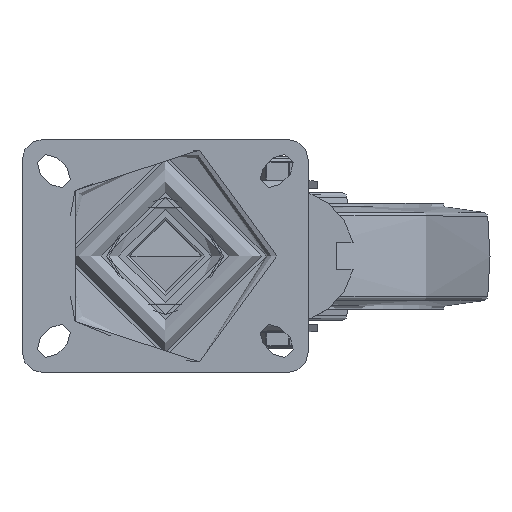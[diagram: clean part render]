
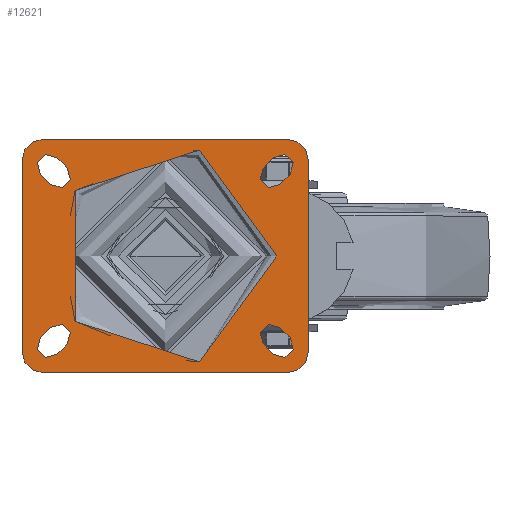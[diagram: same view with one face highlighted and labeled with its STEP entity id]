
A CAD part, top view. The second image highlights one B-rep face of the part: STEP entity #12621.
In plain terms, the highlighted planar face has unit normal (0, 0, 1).
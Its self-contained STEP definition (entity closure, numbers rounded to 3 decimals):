
#700=FACE_BOUND('',#2580,.T.);
#701=FACE_BOUND('',#2581,.T.);
#702=FACE_BOUND('',#2582,.T.);
#703=FACE_BOUND('',#2583,.T.);
#704=FACE_BOUND('',#2584,.T.);
#883=PLANE('',#13678);
#1806=FACE_OUTER_BOUND('',#2579,.T.);
#2579=EDGE_LOOP('',(#9007,#9008,#9009,#9010,#9011,#9012,#9013,#9014));
#2580=EDGE_LOOP('',(#9015));
#2581=EDGE_LOOP('',(#9016,#9017,#9018,#9019));
#2582=EDGE_LOOP('',(#9020,#9021,#9022,#9023));
#2583=EDGE_LOOP('',(#9024,#9025,#9026,#9027));
#2584=EDGE_LOOP('',(#9028,#9029,#9030,#9031));
#3484=LINE('',#20847,#4309);
#3485=LINE('',#20848,#4310);
#3486=LINE('',#20849,#4311);
#3487=LINE('',#20850,#4312);
#3488=LINE('',#20851,#4313);
#3489=LINE('',#20852,#4314);
#3490=LINE('',#20853,#4315);
#3491=LINE('',#20854,#4316);
#3492=LINE('',#20855,#4317);
#3493=LINE('',#20856,#4318);
#3494=LINE('',#20857,#4319);
#3495=LINE('',#20858,#4320);
#4309=VECTOR('',#15109,1000.);
#4310=VECTOR('',#15110,1000.);
#4311=VECTOR('',#15111,1000.);
#4312=VECTOR('',#15112,1000.);
#4313=VECTOR('',#15113,1000.);
#4314=VECTOR('',#15114,1000.);
#4315=VECTOR('',#15115,1000.);
#4316=VECTOR('',#15116,1000.);
#4317=VECTOR('',#15117,1000.);
#4318=VECTOR('',#15118,1000.);
#4319=VECTOR('',#15119,1000.);
#4320=VECTOR('',#15120,1000.);
#5060=CIRCLE('',#13522,5.5);
#5063=CIRCLE('',#13526,5.5);
#5064=CIRCLE('',#13528,5.5);
#5067=CIRCLE('',#13532,5.5);
#5068=CIRCLE('',#13534,5.5);
#5071=CIRCLE('',#13538,5.5);
#5072=CIRCLE('',#13540,5.5);
#5075=CIRCLE('',#13544,5.5);
#5076=CIRCLE('',#13546,10.);
#5078=CIRCLE('',#13549,10.);
#5080=CIRCLE('',#13552,10.);
#5082=CIRCLE('',#13555,10.);
#5089=CIRCLE('',#13564,52.494);
#5560=VERTEX_POINT('',#17929);
#5561=VERTEX_POINT('',#17930);
#5566=VERTEX_POINT('',#17941);
#5567=VERTEX_POINT('',#17943);
#5568=VERTEX_POINT('',#17947);
#5569=VERTEX_POINT('',#17948);
#5574=VERTEX_POINT('',#17959);
#5575=VERTEX_POINT('',#17961);
#5576=VERTEX_POINT('',#17965);
#5577=VERTEX_POINT('',#17966);
#5582=VERTEX_POINT('',#17977);
#5583=VERTEX_POINT('',#17979);
#5584=VERTEX_POINT('',#17983);
#5585=VERTEX_POINT('',#17984);
#5590=VERTEX_POINT('',#17995);
#5591=VERTEX_POINT('',#17997);
#5592=VERTEX_POINT('',#18001);
#5593=VERTEX_POINT('',#18002);
#5596=VERTEX_POINT('',#18010);
#5597=VERTEX_POINT('',#18011);
#5600=VERTEX_POINT('',#18019);
#5601=VERTEX_POINT('',#18020);
#5604=VERTEX_POINT('',#18028);
#5605=VERTEX_POINT('',#18029);
#5611=VERTEX_POINT('',#18045);
#6795=EDGE_CURVE('',#5560,#5561,#5060,.T.);
#6801=EDGE_CURVE('',#5567,#5566,#5063,.T.);
#6803=EDGE_CURVE('',#5568,#5569,#5064,.T.);
#6809=EDGE_CURVE('',#5575,#5574,#5067,.T.);
#6811=EDGE_CURVE('',#5576,#5577,#5068,.T.);
#6817=EDGE_CURVE('',#5583,#5582,#5071,.T.);
#6819=EDGE_CURVE('',#5584,#5585,#5072,.T.);
#6825=EDGE_CURVE('',#5591,#5590,#5075,.T.);
#6827=EDGE_CURVE('',#5592,#5593,#5076,.F.);
#6831=EDGE_CURVE('',#5596,#5597,#5078,.F.);
#6835=EDGE_CURVE('',#5600,#5601,#5080,.F.);
#6839=EDGE_CURVE('',#5604,#5605,#5082,.F.);
#6848=EDGE_CURVE('',#5611,#5611,#5089,.T.);
#6994=EDGE_CURVE('',#5597,#5600,#3484,.F.);
#6995=EDGE_CURVE('',#5593,#5596,#3485,.F.);
#6996=EDGE_CURVE('',#5605,#5592,#3486,.F.);
#6997=EDGE_CURVE('',#5601,#5604,#3487,.F.);
#6998=EDGE_CURVE('',#5569,#5575,#3488,.T.);
#6999=EDGE_CURVE('',#5574,#5568,#3489,.T.);
#7000=EDGE_CURVE('',#5561,#5567,#3490,.T.);
#7001=EDGE_CURVE('',#5566,#5560,#3491,.T.);
#7002=EDGE_CURVE('',#5577,#5583,#3492,.T.);
#7003=EDGE_CURVE('',#5582,#5576,#3493,.T.);
#7004=EDGE_CURVE('',#5585,#5591,#3494,.T.);
#7005=EDGE_CURVE('',#5590,#5584,#3495,.T.);
#9007=ORIENTED_EDGE('',*,*,#6835,.F.);
#9008=ORIENTED_EDGE('',*,*,#6994,.F.);
#9009=ORIENTED_EDGE('',*,*,#6831,.F.);
#9010=ORIENTED_EDGE('',*,*,#6995,.F.);
#9011=ORIENTED_EDGE('',*,*,#6827,.F.);
#9012=ORIENTED_EDGE('',*,*,#6996,.F.);
#9013=ORIENTED_EDGE('',*,*,#6839,.F.);
#9014=ORIENTED_EDGE('',*,*,#6997,.F.);
#9015=ORIENTED_EDGE('',*,*,#6848,.F.);
#9016=ORIENTED_EDGE('',*,*,#6803,.T.);
#9017=ORIENTED_EDGE('',*,*,#6998,.T.);
#9018=ORIENTED_EDGE('',*,*,#6809,.T.);
#9019=ORIENTED_EDGE('',*,*,#6999,.T.);
#9020=ORIENTED_EDGE('',*,*,#6795,.T.);
#9021=ORIENTED_EDGE('',*,*,#7000,.T.);
#9022=ORIENTED_EDGE('',*,*,#6801,.T.);
#9023=ORIENTED_EDGE('',*,*,#7001,.T.);
#9024=ORIENTED_EDGE('',*,*,#6811,.T.);
#9025=ORIENTED_EDGE('',*,*,#7002,.T.);
#9026=ORIENTED_EDGE('',*,*,#6817,.T.);
#9027=ORIENTED_EDGE('',*,*,#7003,.T.);
#9028=ORIENTED_EDGE('',*,*,#6819,.T.);
#9029=ORIENTED_EDGE('',*,*,#7004,.T.);
#9030=ORIENTED_EDGE('',*,*,#6825,.T.);
#9031=ORIENTED_EDGE('',*,*,#7005,.T.);
#12621=ADVANCED_FACE('',(#1806,#700,#701,#702,#703,#704),#883,.T.);
#13522=AXIS2_PLACEMENT_3D('',#17931,#14721,#14722);
#13526=AXIS2_PLACEMENT_3D('',#17944,#14732,#14733);
#13528=AXIS2_PLACEMENT_3D('',#17949,#14737,#14738);
#13532=AXIS2_PLACEMENT_3D('',#17962,#14748,#14749);
#13534=AXIS2_PLACEMENT_3D('',#17967,#14753,#14754);
#13538=AXIS2_PLACEMENT_3D('',#17980,#14764,#14765);
#13540=AXIS2_PLACEMENT_3D('',#17985,#14769,#14770);
#13544=AXIS2_PLACEMENT_3D('',#17998,#14780,#14781);
#13546=AXIS2_PLACEMENT_3D('',#18003,#14785,#14786);
#13549=AXIS2_PLACEMENT_3D('',#18012,#14793,#14794);
#13552=AXIS2_PLACEMENT_3D('',#18021,#14801,#14802);
#13555=AXIS2_PLACEMENT_3D('',#18030,#14809,#14810);
#13564=AXIS2_PLACEMENT_3D('',#18047,#14829,#14830);
#13678=AXIS2_PLACEMENT_3D('',#20846,#15107,#15108);
#14721=DIRECTION('center_axis',(0.,0.,-1.));
#14722=DIRECTION('ref_axis',(1.,0.,0.));
#14732=DIRECTION('center_axis',(0.,0.,-1.));
#14733=DIRECTION('ref_axis',(1.,0.,0.));
#14737=DIRECTION('center_axis',(0.,0.,-1.));
#14738=DIRECTION('ref_axis',(1.,0.,0.));
#14748=DIRECTION('center_axis',(0.,0.,-1.));
#14749=DIRECTION('ref_axis',(1.,0.,0.));
#14753=DIRECTION('center_axis',(0.,0.,-1.));
#14754=DIRECTION('ref_axis',(-1.,0.,0.));
#14764=DIRECTION('center_axis',(0.,0.,-1.));
#14765=DIRECTION('ref_axis',(-1.,0.,0.));
#14769=DIRECTION('center_axis',(0.,0.,-1.));
#14770=DIRECTION('ref_axis',(-1.,0.,0.));
#14780=DIRECTION('center_axis',(0.,0.,-1.));
#14781=DIRECTION('ref_axis',(-1.,0.,0.));
#14785=DIRECTION('center_axis',(0.,0.,1.));
#14786=DIRECTION('ref_axis',(0.707,0.707,0.));
#14793=DIRECTION('center_axis',(0.,0.,1.));
#14794=DIRECTION('ref_axis',(0.707,-0.707,0.));
#14801=DIRECTION('center_axis',(0.,0.,1.));
#14802=DIRECTION('ref_axis',(-0.707,-0.707,0.));
#14809=DIRECTION('center_axis',(0.,0.,1.));
#14810=DIRECTION('ref_axis',(-0.707,0.707,0.));
#14829=DIRECTION('center_axis',(0.,0.,1.));
#14830=DIRECTION('ref_axis',(-1.,0.,0.));
#15107=DIRECTION('center_axis',(0.,0.,1.));
#15108=DIRECTION('ref_axis',(1.,0.,0.));
#15109=DIRECTION('',(1.,0.,0.));
#15110=DIRECTION('',(0.,1.,0.));
#15111=DIRECTION('',(-1.,0.,0.));
#15112=DIRECTION('',(0.,-1.,0.));
#15113=DIRECTION('',(-0.707,-0.707,0.));
#15114=DIRECTION('',(0.707,0.707,0.));
#15115=DIRECTION('',(-0.707,0.707,0.));
#15116=DIRECTION('',(0.707,-0.707,0.));
#15117=DIRECTION('',(0.707,0.707,0.));
#15118=DIRECTION('',(-0.707,-0.707,0.));
#15119=DIRECTION('',(0.707,-0.707,0.));
#15120=DIRECTION('',(-0.707,0.707,0.));
#17929=CARTESIAN_POINT('',(-46.136,41.414,0.));
#17930=CARTESIAN_POINT('',(-53.914,33.636,0.));
#17931=CARTESIAN_POINT('Origin',(-50.025,37.525,0.));
#17941=CARTESIAN_POINT('',(-51.086,46.364,0.));
#17943=CARTESIAN_POINT('',(-58.864,38.586,0.));
#17944=CARTESIAN_POINT('Origin',(-54.975,42.475,0.));
#17947=CARTESIAN_POINT('',(-53.914,-33.636,0.));
#17948=CARTESIAN_POINT('',(-46.136,-41.414,0.));
#17949=CARTESIAN_POINT('Origin',(-50.025,-37.525,0.));
#17959=CARTESIAN_POINT('',(-58.864,-38.586,0.));
#17961=CARTESIAN_POINT('',(-51.086,-46.364,0.));
#17962=CARTESIAN_POINT('Origin',(-54.975,-42.475,0.));
#17965=CARTESIAN_POINT('',(53.914,33.636,0.));
#17966=CARTESIAN_POINT('',(46.136,41.414,0.));
#17967=CARTESIAN_POINT('Origin',(50.025,37.525,0.));
#17977=CARTESIAN_POINT('',(58.864,38.586,0.));
#17979=CARTESIAN_POINT('',(51.086,46.364,0.));
#17980=CARTESIAN_POINT('Origin',(54.975,42.475,0.));
#17983=CARTESIAN_POINT('',(46.136,-41.414,0.));
#17984=CARTESIAN_POINT('',(53.914,-33.636,0.));
#17985=CARTESIAN_POINT('Origin',(50.025,-37.525,0.));
#17995=CARTESIAN_POINT('',(51.086,-46.364,0.));
#17997=CARTESIAN_POINT('',(58.864,-38.586,0.));
#17998=CARTESIAN_POINT('Origin',(54.975,-42.475,0.));
#18001=CARTESIAN_POINT('',(57.5,55.,0.));
#18002=CARTESIAN_POINT('',(67.5,45.,0.));
#18003=CARTESIAN_POINT('Origin',(57.5,45.,0.));
#18010=CARTESIAN_POINT('',(67.5,-45.,0.));
#18011=CARTESIAN_POINT('',(57.5,-55.,0.));
#18012=CARTESIAN_POINT('Origin',(57.5,-45.,0.));
#18019=CARTESIAN_POINT('',(-57.5,-55.,0.));
#18020=CARTESIAN_POINT('',(-67.5,-45.,0.));
#18021=CARTESIAN_POINT('Origin',(-57.5,-45.,0.));
#18028=CARTESIAN_POINT('',(-67.5,45.,0.));
#18029=CARTESIAN_POINT('',(-57.5,55.,0.));
#18030=CARTESIAN_POINT('Origin',(-57.5,45.,0.));
#18045=CARTESIAN_POINT('',(52.494,0.,0.));
#18047=CARTESIAN_POINT('Origin',(0.,0.,0.));
#20846=CARTESIAN_POINT('Origin',(0.,0.,0.));
#20847=CARTESIAN_POINT('',(0.,-55.,0.));
#20848=CARTESIAN_POINT('',(67.5,0.,0.));
#20849=CARTESIAN_POINT('',(0.,55.,0.));
#20850=CARTESIAN_POINT('',(-67.5,0.,0.));
#20851=CARTESIAN_POINT('',(-25.486,-20.764,0.));
#20852=CARTESIAN_POINT('',(-33.264,-12.986,0.));
#20853=CARTESIAN_POINT('',(-33.264,12.986,0.));
#20854=CARTESIAN_POINT('',(-25.486,20.764,0.));
#20855=CARTESIAN_POINT('',(25.486,20.764,0.));
#20856=CARTESIAN_POINT('',(33.264,12.986,0.));
#20857=CARTESIAN_POINT('',(33.264,-12.986,0.));
#20858=CARTESIAN_POINT('',(25.486,-20.764,0.));
